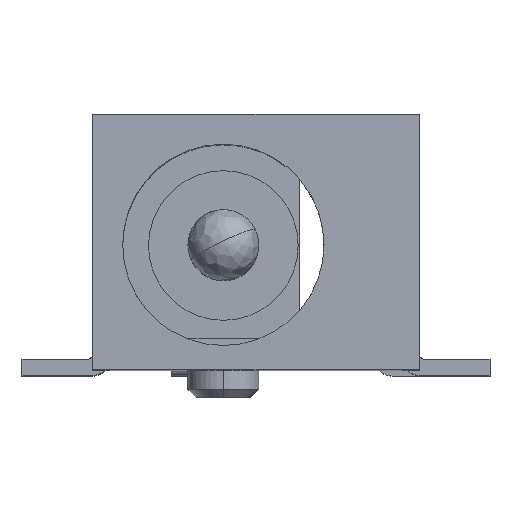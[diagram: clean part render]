
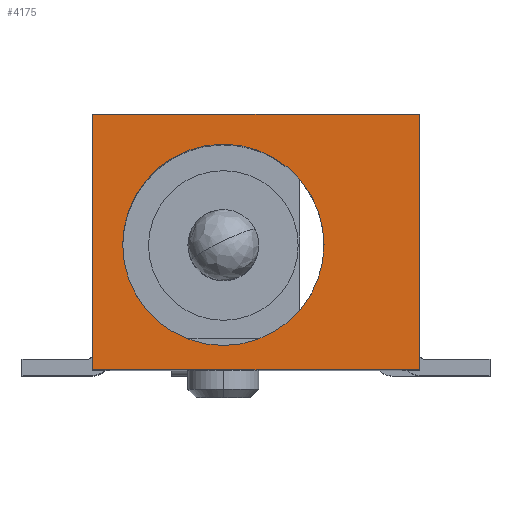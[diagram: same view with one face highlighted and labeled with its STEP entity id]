
A CAD part, top view. The second image highlights one B-rep face of the part: STEP entity #4175.
In plain terms, the highlighted planar face has unit normal (0, 0, 1).
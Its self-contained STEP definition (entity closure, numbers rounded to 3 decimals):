
#308 = CARTESIAN_POINT ( 'NONE',  ( 3.6, 2.4, 0. ) ) ;
#385 = VERTEX_POINT ( 'NONE', #5499 ) ;
#504 = CIRCLE ( 'NONE', #6210, 1.85 ) ;
#539 = DIRECTION ( 'NONE',  ( -1., 0., 0. ) ) ;
#622 = DIRECTION ( 'NONE',  ( -1., 0., 0. ) ) ;
#637 = CARTESIAN_POINT ( 'NONE',  ( -2.4, -2.3, 0. ) ) ;
#664 = AXIS2_PLACEMENT_3D ( 'NONE', #1360, #5329, #7059 ) ;
#810 = AXIS2_PLACEMENT_3D ( 'NONE', #1900, #5368, #622 ) ;
#819 = ORIENTED_EDGE ( 'NONE', *, *, #3491, .F. ) ;
#924 = LINE ( 'NONE', #3872, #4015 ) ;
#929 = CARTESIAN_POINT ( 'NONE',  ( -1.85, 0., 0. ) ) ;
#1043 = ORIENTED_EDGE ( 'NONE', *, *, #6296, .F. ) ;
#1062 = CARTESIAN_POINT ( 'NONE',  ( 3.6, 2.4, 0. ) ) ;
#1284 = DIRECTION ( 'NONE',  ( -1., 0., 0. ) ) ;
#1360 = CARTESIAN_POINT ( 'NONE',  ( -2.4, 2.4, 0. ) ) ;
#1542 = VERTEX_POINT ( 'NONE', #929 ) ;
#1637 = CARTESIAN_POINT ( 'NONE',  ( 3.6, -2.3, 0. ) ) ;
#1753 = VERTEX_POINT ( 'NONE', #1062 ) ;
#1799 = VERTEX_POINT ( 'NONE', #1637 ) ;
#1858 = LINE ( 'NONE', #4957, #6332 ) ;
#1900 = CARTESIAN_POINT ( 'NONE',  ( 0., 0., 0. ) ) ;
#2041 = DIRECTION ( 'NONE',  ( 1., 0., 0. ) ) ;
#2291 = VERTEX_POINT ( 'NONE', #2773 ) ;
#2326 = CARTESIAN_POINT ( 'NONE',  ( 1.85, 0., 0. ) ) ;
#2348 = FACE_OUTER_BOUND ( 'NONE', #3271, .T. ) ;
#2410 = EDGE_CURVE ( 'NONE', #1542, #5453, #504, .T. ) ;
#2669 = DIRECTION ( 'NONE',  ( 0., -1., 0. ) ) ;
#2773 = CARTESIAN_POINT ( 'NONE',  ( -2.4, -2.3, 0. ) ) ;
#2955 = PLANE ( 'NONE',  #664 ) ;
#3224 = ORIENTED_EDGE ( 'NONE', *, *, #4515, .F. ) ;
#3271 = EDGE_LOOP ( 'NONE', ( #1043, #3224, #819, #3429 ) ) ;
#3429 = ORIENTED_EDGE ( 'NONE', *, *, #5961, .F. ) ;
#3491 = EDGE_CURVE ( 'NONE', #385, #1753, #1858, .T. ) ;
#3863 = ORIENTED_EDGE ( 'NONE', *, *, #5622, .F. ) ;
#3872 = CARTESIAN_POINT ( 'NONE',  ( -2.4, 2.4, 0. ) ) ;
#3882 = FACE_BOUND ( 'NONE', #5666, .T. ) ;
#3896 = DIRECTION ( 'NONE',  ( 0., 1., 0. ) ) ;
#4015 = VECTOR ( 'NONE', #3896, 1000. ) ;
#4175 = ADVANCED_FACE ( 'NONE', ( #3882, #2348 ), #2955, .F. ) ;
#4297 = VECTOR ( 'NONE', #539, 1000. ) ;
#4515 = EDGE_CURVE ( 'NONE', #1753, #1799, #5730, .T. ) ;
#4740 = CARTESIAN_POINT ( 'NONE',  ( 0., 0., 0. ) ) ;
#4957 = CARTESIAN_POINT ( 'NONE',  ( -2.4, 2.4, 0. ) ) ;
#5091 = CIRCLE ( 'NONE', #810, 1.85 ) ;
#5329 = DIRECTION ( 'NONE',  ( 0., 0., -1. ) ) ;
#5368 = DIRECTION ( 'NONE',  ( 0., 0., 1. ) ) ;
#5453 = VERTEX_POINT ( 'NONE', #2326 ) ;
#5499 = CARTESIAN_POINT ( 'NONE',  ( -2.4, 2.4, 0. ) ) ;
#5622 = EDGE_CURVE ( 'NONE', #5453, #1542, #5091, .T. ) ;
#5666 = EDGE_LOOP ( 'NONE', ( #6317, #3863 ) ) ;
#5730 = LINE ( 'NONE', #308, #6812 ) ;
#5953 = DIRECTION ( 'NONE',  ( 0., 0., 1. ) ) ;
#5961 = EDGE_CURVE ( 'NONE', #2291, #385, #924, .T. ) ;
#6210 = AXIS2_PLACEMENT_3D ( 'NONE', #4740, #5953, #1284 ) ;
#6227 = LINE ( 'NONE', #637, #4297 ) ;
#6296 = EDGE_CURVE ( 'NONE', #1799, #2291, #6227, .T. ) ;
#6317 = ORIENTED_EDGE ( 'NONE', *, *, #2410, .F. ) ;
#6332 = VECTOR ( 'NONE', #2041, 1000. ) ;
#6812 = VECTOR ( 'NONE', #2669, 1000. ) ;
#7059 = DIRECTION ( 'NONE',  ( -1., 0., 0. ) ) ;
